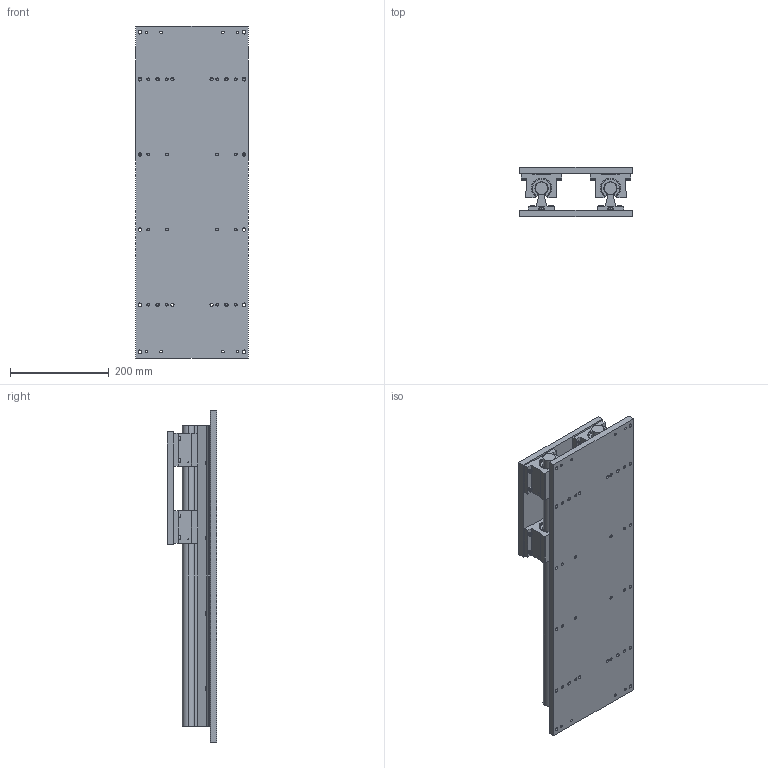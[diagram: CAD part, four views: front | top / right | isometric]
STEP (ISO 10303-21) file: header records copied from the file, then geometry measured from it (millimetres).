
FILE_DESCRIPTION (( 'STEP AP214' ), '1' );
FILE_NAME ('LinearSlide2_627A72D6D3.step', '2022-12-16T14:25:28', ( '' ), ( '' ), 'SwSTEP 2.0', 'SolidWorks 2019', '' );
FILE_SCHEMA (( 'AUTOMOTIVE_DESIGN' ));
Length unit declared in the file: inch
Products named in the file (5): LinearSlide2_627A72D6D3; 92UrbnaOq8_CADModel_1; 92UrbnaOq8_CADModel_0
Assembly tree (2 placements, depth 2):
  LinearSlide2_627A72D6D3
    92UrbnaOq8_CADModel_1
    92UrbnaOq8_CADModel_0
  92UrbnaOq8_CADModel_0
  92UrbnaOq8_CADModel_1
Bounding box: 228.6 x 100.01 x 673.1 mm (x, y, z)
Volume: 4712554.6 mm3; surface area: 1015572.3 mm2
Topology: 78 solids, 78 shells, 2267 faces, 5504 edges, 3388 vertices
Faces by surface type: plane 861, cylinder 802, cone 460, torus 96, sphere 32, bspline 16
Entity records: 99619 total; most frequent: CARTESIAN_POINT 14901, DIRECTION 11910, ORIENTED_EDGE 10848, EDGE_CURVE 5424, AXIS2_PLACEMENT_3D 4613, VERTEX_POINT 3388, LINE 2684, VECTOR 2684
